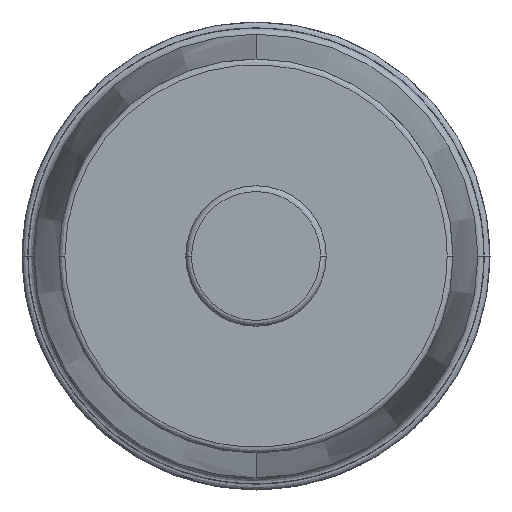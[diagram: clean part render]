
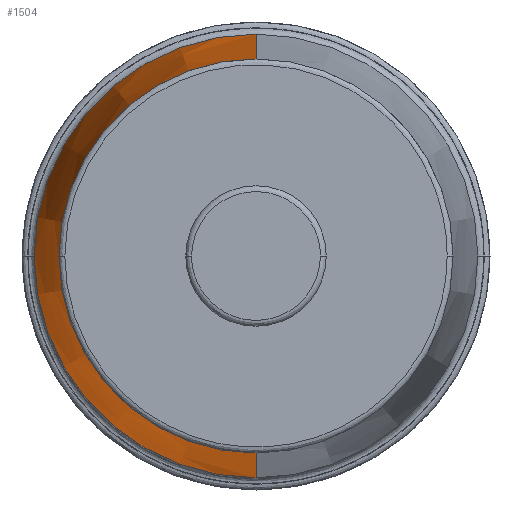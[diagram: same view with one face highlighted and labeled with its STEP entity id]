
A CAD part, front view. The second image highlights one B-rep face of the part: STEP entity #1504.
In plain terms, the highlighted conical face has half-angle 4.746 degrees and reference radius 18.962 mm.
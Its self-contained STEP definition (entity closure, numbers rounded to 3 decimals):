
#93 = AXIS2_PLACEMENT_3D ( 'NONE', #359, #2061, #612 ) ;
#104 = EDGE_LOOP ( 'NONE', ( #1048, #1766, #131, #1151, #180, #2077 ) ) ;
#106 = DIRECTION ( 'NONE',  ( 0., 0.997, 0.083 ) ) ;
#131 = ORIENTED_EDGE ( 'NONE', *, *, #238, .T. ) ;
#180 = ORIENTED_EDGE ( 'NONE', *, *, #1748, .T. ) ;
#238 = EDGE_CURVE ( 'NONE', #831, #3039, #2072, .T. ) ;
#291 = EDGE_CURVE ( 'NONE', #947, #831, #323, .T. ) ;
#323 = CIRCLE ( 'NONE', #93, 16.838 ) ;
#330 = DIRECTION ( 'NONE',  ( 0., 0., 1. ) ) ;
#359 = CARTESIAN_POINT ( 'NONE',  ( 0., 0.459, 0. ) ) ;
#583 = CARTESIAN_POINT ( 'NONE',  ( 0., 26.041, 18.962 ) ) ;
#601 = CARTESIAN_POINT ( 'NONE',  ( 0., 26.041, 18.962 ) ) ;
#612 = DIRECTION ( 'NONE',  ( 1., 0., 0. ) ) ;
#615 = CIRCLE ( 'NONE', #3031, 18.962 ) ;
#707 = CARTESIAN_POINT ( 'NONE',  ( 0., 0.459, 16.838 ) ) ;
#828 = EDGE_CURVE ( 'NONE', #1794, #1529, #2064, .T. ) ;
#831 = VERTEX_POINT ( 'NONE', #1666 ) ;
#932 = CARTESIAN_POINT ( 'NONE',  ( 0., 26.041, 0. ) ) ;
#947 = VERTEX_POINT ( 'NONE', #1780 ) ;
#962 = VECTOR ( 'NONE', #106, 1000. ) ;
#987 = AXIS2_PLACEMENT_3D ( 'NONE', #2707, #2502, #2514 ) ;
#1048 = ORIENTED_EDGE ( 'NONE', *, *, #2612, .F. ) ;
#1064 = CARTESIAN_POINT ( 'NONE',  ( 0., 26.041, -18.962 ) ) ;
#1151 = ORIENTED_EDGE ( 'NONE', *, *, #1644, .T. ) ;
#1174 = DIRECTION ( 'NONE',  ( 1., 0., 0. ) ) ;
#1186 = CARTESIAN_POINT ( 'NONE',  ( 0., 26.041, 0. ) ) ;
#1428 = DIRECTION ( 'NONE',  ( 1., 0., 0. ) ) ;
#1443 = AXIS2_PLACEMENT_3D ( 'NONE', #1785, #2504, #330 ) ;
#1467 = DIRECTION ( 'NONE',  ( 0., 0.997, -0.083 ) ) ;
#1504 = ADVANCED_FACE ( 'NONE', ( #1986 ), #1679, .T. ) ;
#1509 = VERTEX_POINT ( 'NONE', #583 ) ;
#1529 = VERTEX_POINT ( 'NONE', #1064 ) ;
#1600 = LINE ( 'NONE', #601, #962 ) ;
#1644 = EDGE_CURVE ( 'NONE', #3039, #1509, #1600, .T. ) ;
#1666 = CARTESIAN_POINT ( 'NONE',  ( -16.838, 0.459, 0. ) ) ;
#1679 = CONICAL_SURFACE ( 'NONE', #1443, 18.962, 0.083 ) ;
#1748 = EDGE_CURVE ( 'NONE', #1509, #1794, #615, .T. ) ;
#1766 = ORIENTED_EDGE ( 'NONE', *, *, #291, .T. ) ;
#1780 = CARTESIAN_POINT ( 'NONE',  ( 0., 0.459, -16.838 ) ) ;
#1785 = CARTESIAN_POINT ( 'NONE',  ( 0., 26.041, 0. ) ) ;
#1794 = VERTEX_POINT ( 'NONE', #2899 ) ;
#1986 = FACE_OUTER_BOUND ( 'NONE', #104, .T. ) ;
#2008 = LINE ( 'NONE', #2693, #2581 ) ;
#2061 = DIRECTION ( 'NONE',  ( 0., 1., 0. ) ) ;
#2064 = CIRCLE ( 'NONE', #2097, 18.962 ) ;
#2072 = CIRCLE ( 'NONE', #987, 16.838 ) ;
#2077 = ORIENTED_EDGE ( 'NONE', *, *, #828, .T. ) ;
#2097 = AXIS2_PLACEMENT_3D ( 'NONE', #1186, #2895, #1428 ) ;
#2502 = DIRECTION ( 'NONE',  ( 0., 1., 0. ) ) ;
#2504 = DIRECTION ( 'NONE',  ( 0., 1., 0. ) ) ;
#2514 = DIRECTION ( 'NONE',  ( 1., 0., 0. ) ) ;
#2581 = VECTOR ( 'NONE', #1467, 1000. ) ;
#2612 = EDGE_CURVE ( 'NONE', #947, #1529, #2008, .T. ) ;
#2635 = DIRECTION ( 'NONE',  ( 0., -1., 0. ) ) ;
#2693 = CARTESIAN_POINT ( 'NONE',  ( 0., 26.041, -18.962 ) ) ;
#2707 = CARTESIAN_POINT ( 'NONE',  ( 0., 0.459, 0. ) ) ;
#2895 = DIRECTION ( 'NONE',  ( 0., -1., 0. ) ) ;
#2899 = CARTESIAN_POINT ( 'NONE',  ( -18.962, 26.041, 0. ) ) ;
#3031 = AXIS2_PLACEMENT_3D ( 'NONE', #932, #2635, #1174 ) ;
#3039 = VERTEX_POINT ( 'NONE', #707 ) ;
